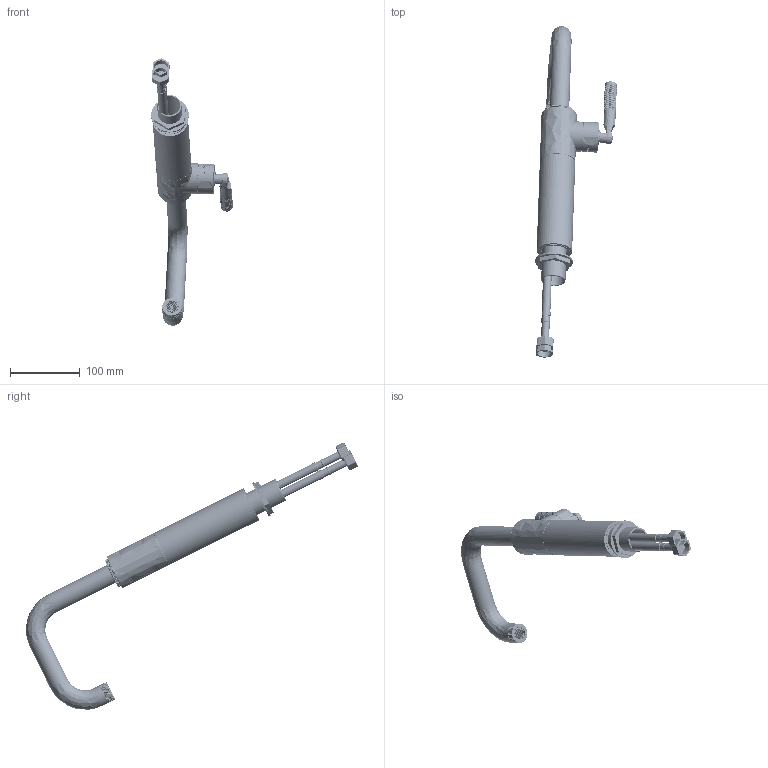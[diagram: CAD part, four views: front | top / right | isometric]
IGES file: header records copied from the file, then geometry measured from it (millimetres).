
Global section: file name: V7K31 LK; native system: Autodesk Inventor 2018; preprocessor: unknown; author: adaniels; date: 20170821.085840; units: millimetre
Bounding box: 117.18 x 476.52 x 383.79 mm (x, y, z)
Volume: 494376.5 mm3; surface area: 248737.8 mm2
Topology: 43 solids, 43 shells, 14106 faces, 30518 edges, 16592 vertices
Faces by surface type: bspline 14106
